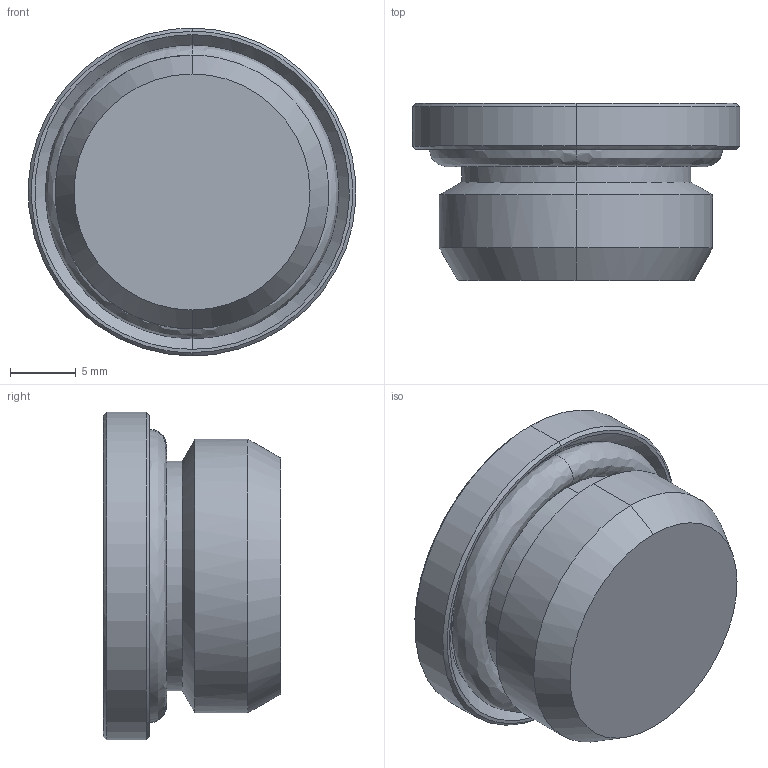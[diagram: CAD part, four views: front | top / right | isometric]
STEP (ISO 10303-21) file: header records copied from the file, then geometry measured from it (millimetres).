
FILE_DESCRIPTION (( 'STEP AP214' ), '1' );
FILE_NAME ('DRF.STOP04_IC.STEP', '2018-09-06T09:30:28', ( '' ), ( '' ), 'SwSTEP 2.0', 'SolidWorks 2018', '' );
FILE_SCHEMA (( 'AUTOMOTIVE_DESIGN' ));
Length unit declared in the file: millimetre
Products named in the file (1): DRF.STOP04_IC
Bounding box: 24.96 x 13.5 x 25 mm (x, y, z)
Volume: 3987.7 mm3; surface area: 2524.6 mm2
Topology: 1 solids, 1 shells, 48 faces, 114 edges, 69 vertices
Faces by surface type: bspline 48
Entity records: 1860 total; most frequent: CARTESIAN_POINT 1146, ORIENTED_EDGE 224, EDGE_CURVE 112, B_SPLINE_CURVE_WITH_KNOTS 74, VERTEX_POINT 69, EDGE_LOOP 51, ADVANCED_FACE 48, FACE_OUTER_BOUND 48
